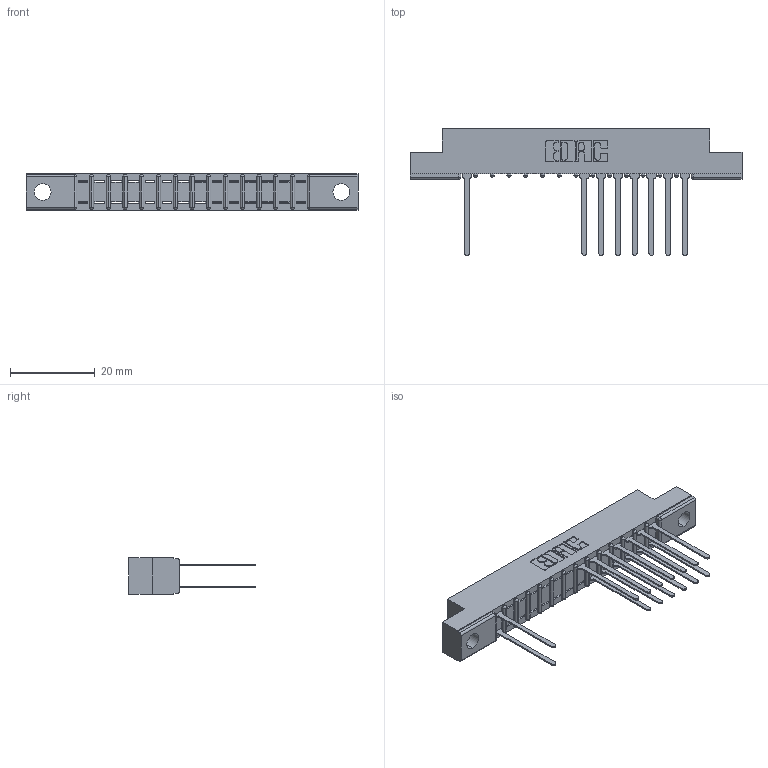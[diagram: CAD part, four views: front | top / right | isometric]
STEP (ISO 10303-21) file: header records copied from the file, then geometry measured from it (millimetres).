
FILE_DESCRIPTION (( 'STEP AP203' ), '1' );
FILE_NAME ('357-028-540-202.STEP', '2018-08-09T06:40:59', ( '' ), ( '' ), 'SwSTEP 2.0', 'SolidWorks 2016', '' );
FILE_SCHEMA (( 'CONFIG_CONTROL_DESIGN' ));
Length unit declared in the file: inch
Products named in the file (3): 307-290-001_540; 357-028-540-202; 307 Part_.128 Dia Mounting Holes
Assembly tree (16 placements, depth 2):
  357-028-540-202
    307 Part_.128 Dia Mounting Holes
    307-290-001_540  x15
Bounding box: 78.49 x 30 x 8.71 mm (x, y, z)
Volume: 4962.3 mm3; surface area: 7678.2 mm2
Topology: 16 solids, 16 shells, 953 faces, 2689 edges, 1730 vertices
Faces by surface type: plane 613, cylinder 310, sphere 30
Entity records: 15456 total; most frequent: CARTESIAN_POINT 2589, ORIENTED_EDGE 2574, DIRECTION 2535, EDGE_CURVE 1287, LINE 975, VECTOR 975, VERTEX_POINT 834, AXIS2_PLACEMENT_3D 780
